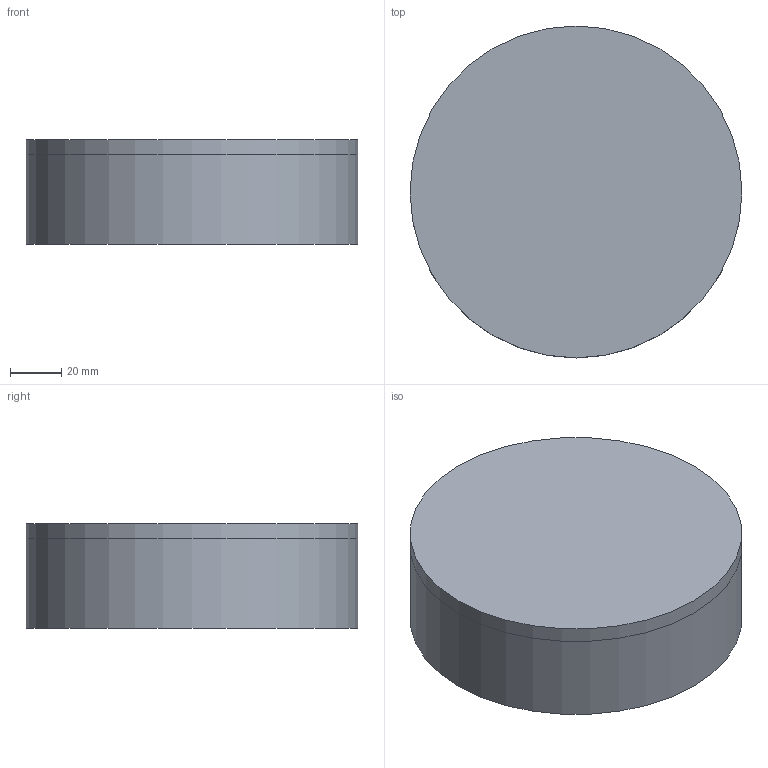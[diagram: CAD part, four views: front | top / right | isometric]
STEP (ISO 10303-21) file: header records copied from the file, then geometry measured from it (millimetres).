
FILE_DESCRIPTION(/* description */ (''),/* implementation_level */ '2;1');
FILE_NAME(/* name */ 'Tassenuntersetzer v1 v2.step',/* time_stamp */ '2025-10-02T14:21:02+02:00',/* author */ (''),/* organization */ (''),/* preprocessor_version */ 'ST-DEVELOPER v20.1',/* originating_system */ 'Autodesk Translation Framework v14.17.0.0',/* authorisation */ '');
FILE_SCHEMA (('AUTOMOTIVE_DESIGN { 1 0 10303 214 3 1 1 }'));
Length unit declared in the file: millimetre
Products named in the file (4): Tassenuntersetzer v1; Tassenuntersetzer; Silikon Behälter (1); Deckel
Assembly tree (3 placements, depth 2):
  Tassenuntersetzer v1
    Tassenuntersetzer
    Silikon Behälter (1)
    Deckel
Bounding box: 130 x 130 x 41 mm (x, y, z)
Volume: 336215.6 mm3; surface area: 129953.6 mm2
Topology: 4 solids, 4 shells, 219 faces, 450 edges, 205 vertices
Faces by surface type: bspline 97, plane 71, cylinder 44, torus 7
Full cylindrical faces by diameter (mm): 10 x4, 50 x2, 55 x2, 120 x2, 130 x2
Entity records: 8210 total; most frequent: CARTESIAN_POINT 4482, ORIENTED_EDGE 900, DIRECTION 626, EDGE_CURVE 450, AXIS2_PLACEMENT_3D 243, EDGE_LOOP 228, FACE_OUTER_BOUND 219, ADVANCED_FACE 219
